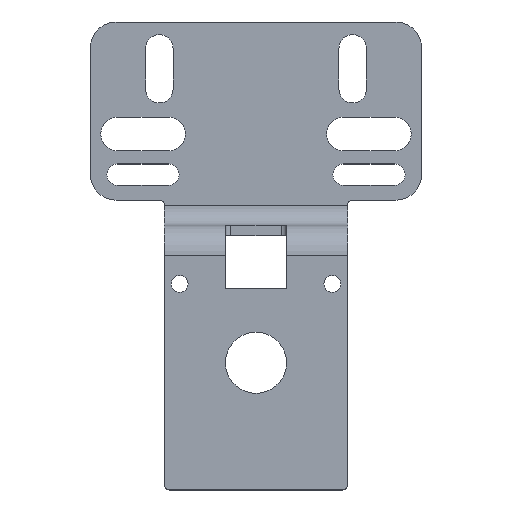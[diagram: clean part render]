
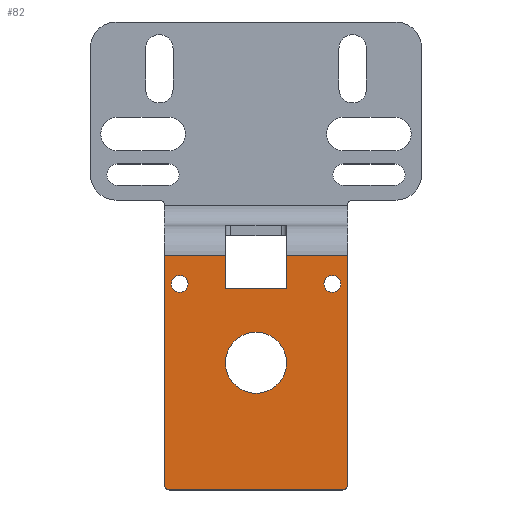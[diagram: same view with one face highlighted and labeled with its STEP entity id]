
A CAD part, top view. The second image highlights one B-rep face of the part: STEP entity #82.
In plain terms, the highlighted planar face has unit normal (0, 0, 1).
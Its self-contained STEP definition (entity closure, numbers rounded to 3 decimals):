
#82 = ADVANCED_FACE( '', ( #157, #158, #159, #160 ), #161, .T. );
#157 = FACE_OUTER_BOUND( '', #300, .T. );
#158 = FACE_BOUND( '', #301, .T. );
#159 = FACE_BOUND( '', #302, .T. );
#160 = FACE_BOUND( '', #303, .T. );
#161 = PLANE( '', #304 );
#300 = EDGE_LOOP( '', ( #504, #505, #506, #507, #508, #509, #510, #511, #512, #513 ) );
#301 = EDGE_LOOP( '', ( #514 ) );
#302 = EDGE_LOOP( '', ( #515 ) );
#303 = EDGE_LOOP( '', ( #516 ) );
#304 = AXIS2_PLACEMENT_3D( '', #517, #518, #519 );
#504 = ORIENTED_EDGE( '', *, *, #1016, .T. );
#505 = ORIENTED_EDGE( '', *, *, #968, .F. );
#506 = ORIENTED_EDGE( '', *, *, #1017, .T. );
#507 = ORIENTED_EDGE( '', *, *, #1018, .T. );
#508 = ORIENTED_EDGE( '', *, *, #1019, .T. );
#509 = ORIENTED_EDGE( '', *, *, #1020, .T. );
#510 = ORIENTED_EDGE( '', *, *, #1021, .T. );
#511 = ORIENTED_EDGE( '', *, *, #978, .F. );
#512 = ORIENTED_EDGE( '', *, *, #1022, .F. );
#513 = ORIENTED_EDGE( '', *, *, #1023, .F. );
#514 = ORIENTED_EDGE( '', *, *, #1024, .F. );
#515 = ORIENTED_EDGE( '', *, *, #1025, .F. );
#516 = ORIENTED_EDGE( '', *, *, #1026, .F. );
#517 = CARTESIAN_POINT( '', ( -27.5, 62., 0. ) );
#518 = DIRECTION( '', ( 0., 0., 1. ) );
#519 = DIRECTION( '', ( 1., 0., 0. ) );
#968 = EDGE_CURVE( '', #1152, #1153, #1154, .F. );
#978 = EDGE_CURVE( '', #1171, #1173, #1174, .F. );
#1016 = EDGE_CURVE( '', #1248, #1153, #1249, .T. );
#1017 = EDGE_CURVE( '', #1152, #1250, #1251, .T. );
#1018 = EDGE_CURVE( '', #1250, #1252, #1253, .T. );
#1019 = EDGE_CURVE( '', #1252, #1254, #1255, .T. );
#1020 = EDGE_CURVE( '', #1254, #1256, #1257, .T. );
#1021 = EDGE_CURVE( '', #1256, #1173, #1258, .T. );
#1022 = EDGE_CURVE( '', #1259, #1171, #1260, .T. );
#1023 = EDGE_CURVE( '', #1248, #1259, #1261, .T. );
#1024 = EDGE_CURVE( '', #1262, #1262, #1263, .T. );
#1025 = EDGE_CURVE( '', #1264, #1264, #1265, .T. );
#1026 = EDGE_CURVE( '', #1266, #1266, #1267, .T. );
#1152 = VERTEX_POINT( '', #1452 );
#1153 = VERTEX_POINT( '', #1453 );
#1154 = LINE( '', #1454, #1455 );
#1171 = VERTEX_POINT( '', #1476 );
#1173 = VERTEX_POINT( '', #1478 );
#1174 = LINE( '', #1479, #1480 );
#1248 = VERTEX_POINT( '', #1572 );
#1249 = LINE( '', #1573, #1574 );
#1250 = VERTEX_POINT( '', #1575 );
#1251 = LINE( '', #1576, #1577 );
#1252 = VERTEX_POINT( '', #1578 );
#1253 = CIRCLE( '', #1579, 1. );
#1254 = VERTEX_POINT( '', #1580 );
#1255 = LINE( '', #1581, #1582 );
#1256 = VERTEX_POINT( '', #1583 );
#1257 = CIRCLE( '', #1584, 1. );
#1258 = LINE( '', #1585, #1586 );
#1259 = VERTEX_POINT( '', #1587 );
#1260 = LINE( '', #1588, #1589 );
#1261 = LINE( '', #1590, #1591 );
#1262 = VERTEX_POINT( '', #1592 );
#1263 = CIRCLE( '', #1593, 1.65 );
#1264 = VERTEX_POINT( '', #1594 );
#1265 = CIRCLE( '', #1595, 6. );
#1266 = VERTEX_POINT( '', #1596 );
#1267 = CIRCLE( '', #1597, 1.65 );
#1452 = CARTESIAN_POINT( '', ( -18., 21., 0. ) );
#1453 = CARTESIAN_POINT( '', ( -6., 21., 0. ) );
#1454 = CARTESIAN_POINT( '', ( 35., 21., 0. ) );
#1455 = VECTOR( '', #1854, 1000. );
#1476 = CARTESIAN_POINT( '', ( 6., 21., 0. ) );
#1478 = CARTESIAN_POINT( '', ( 18., 21., 0. ) );
#1479 = CARTESIAN_POINT( '', ( 35., 21., 0. ) );
#1480 = VECTOR( '', #1874, 1000. );
#1572 = CARTESIAN_POINT( '', ( -6., 14.5, 0. ) );
#1573 = CARTESIAN_POINT( '', ( -6., 14.5, 0. ) );
#1574 = VECTOR( '', #1950, 1000. );
#1575 = CARTESIAN_POINT( '', ( -18., -24., 0. ) );
#1576 = CARTESIAN_POINT( '', ( -18., 31., 0. ) );
#1577 = VECTOR( '', #1951, 1000. );
#1578 = CARTESIAN_POINT( '', ( -17., -25., 0. ) );
#1579 = AXIS2_PLACEMENT_3D( '', #1952, #1953, #1954 );
#1580 = CARTESIAN_POINT( '', ( 17., -25., 0. ) );
#1581 = CARTESIAN_POINT( '', ( -17., -25., 0. ) );
#1582 = VECTOR( '', #1955, 1000. );
#1583 = CARTESIAN_POINT( '', ( 18., -24., 0. ) );
#1584 = AXIS2_PLACEMENT_3D( '', #1956, #1957, #1958 );
#1585 = CARTESIAN_POINT( '', ( 18., -24., 0. ) );
#1586 = VECTOR( '', #1959, 1000. );
#1587 = CARTESIAN_POINT( '', ( 6., 14.5, 0. ) );
#1588 = CARTESIAN_POINT( '', ( 6., 14.5, 0. ) );
#1589 = VECTOR( '', #1960, 1000. );
#1590 = CARTESIAN_POINT( '', ( -6., 14.5, 0. ) );
#1591 = VECTOR( '', #1961, 1000. );
#1592 = CARTESIAN_POINT( '', ( -13.35, 15.5, 0. ) );
#1593 = AXIS2_PLACEMENT_3D( '', #1962, #1963, #1964 );
#1594 = CARTESIAN_POINT( '', ( 6., 0., 0. ) );
#1595 = AXIS2_PLACEMENT_3D( '', #1965, #1966, #1967 );
#1596 = CARTESIAN_POINT( '', ( 16.65, 15.5, 0. ) );
#1597 = AXIS2_PLACEMENT_3D( '', #1968, #1969, #1970 );
#1854 = DIRECTION( '', ( -1., 0., 0. ) );
#1874 = DIRECTION( '', ( -1., 0., 0. ) );
#1950 = DIRECTION( '', ( 0., 1., 0. ) );
#1951 = DIRECTION( '', ( 0., -1., 0. ) );
#1952 = CARTESIAN_POINT( '', ( -17., -24., 0. ) );
#1953 = DIRECTION( '', ( 0., 0., 1. ) );
#1954 = DIRECTION( '', ( 1., 0., 0. ) );
#1955 = DIRECTION( '', ( 1., 0., 0. ) );
#1956 = CARTESIAN_POINT( '', ( 17., -24., 0. ) );
#1957 = DIRECTION( '', ( 0., 0., 1. ) );
#1958 = DIRECTION( '', ( 1., 0., 0. ) );
#1959 = DIRECTION( '', ( 0., 1., 0. ) );
#1960 = DIRECTION( '', ( 0., 1., 0. ) );
#1961 = DIRECTION( '', ( 1., 0., 0. ) );
#1962 = CARTESIAN_POINT( '', ( -15., 15.5, 0. ) );
#1963 = DIRECTION( '', ( 0., 0., 1. ) );
#1964 = DIRECTION( '', ( 1., 0., 0. ) );
#1965 = CARTESIAN_POINT( '', ( 0., 0., 0. ) );
#1966 = DIRECTION( '', ( 0., 0., 1. ) );
#1967 = DIRECTION( '', ( 1., 0., 0. ) );
#1968 = CARTESIAN_POINT( '', ( 15., 15.5, 0. ) );
#1969 = DIRECTION( '', ( 0., 0., 1. ) );
#1970 = DIRECTION( '', ( 1., 0., 0. ) );
